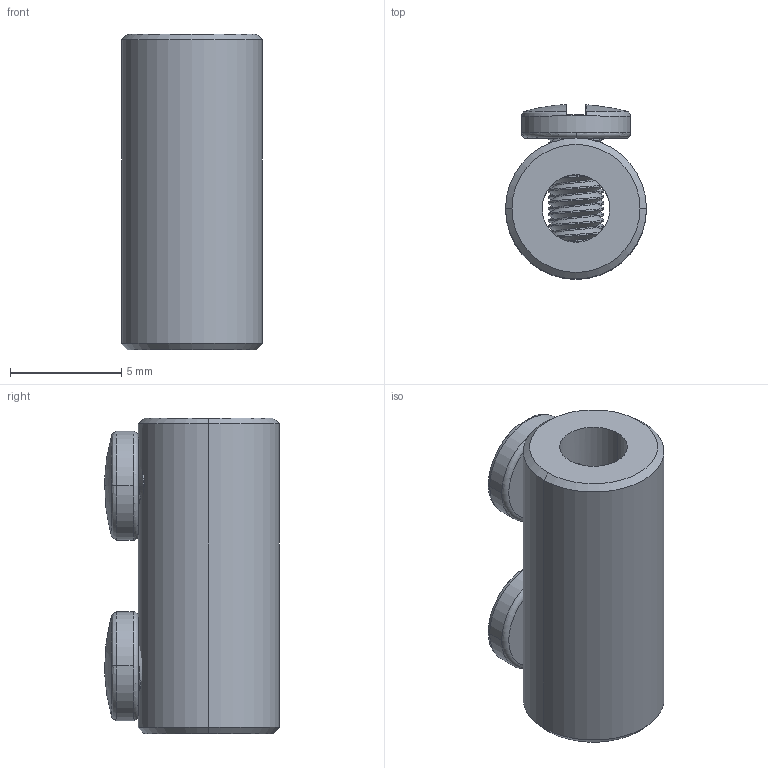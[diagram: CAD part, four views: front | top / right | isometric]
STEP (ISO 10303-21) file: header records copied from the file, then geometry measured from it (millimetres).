
FILE_DESCRIPTION (( 'STEP AP214' ), '1' );
FILE_NAME ('XKL030A.step', '2017-07-10T09:16:40', ( 'install' ), ( '' ), 'SwSTEP 2.0', 'SolidWorks 2015', '' );
FILE_SCHEMA (( 'AUTOMOTIVE_DESIGN' ));
Length unit declared in the file: millimetre
Products named in the file (1): XKL030A
Bounding box: 6.35 x 7.86 x 14.22 mm (x, y, z)
Volume: 417.1 mm3; surface area: 695.5 mm2
Topology: 3 solids, 3 shells, 130 faces, 354 edges, 232 vertices
Faces by surface type: cylinder 88, bspline 16, plane 12, cone 10, torus 4
Entity records: 9916 total; most frequent: CARTESIAN_POINT 5587, ORIENTED_EDGE 708, DIRECTION 426, EDGE_CURVE 354, VERTEX_POINT 232, B_SPLINE_CURVE_WITH_KNOTS 188, AXIS2_PLACEMENT_3D 165, EDGE_LOOP 138
